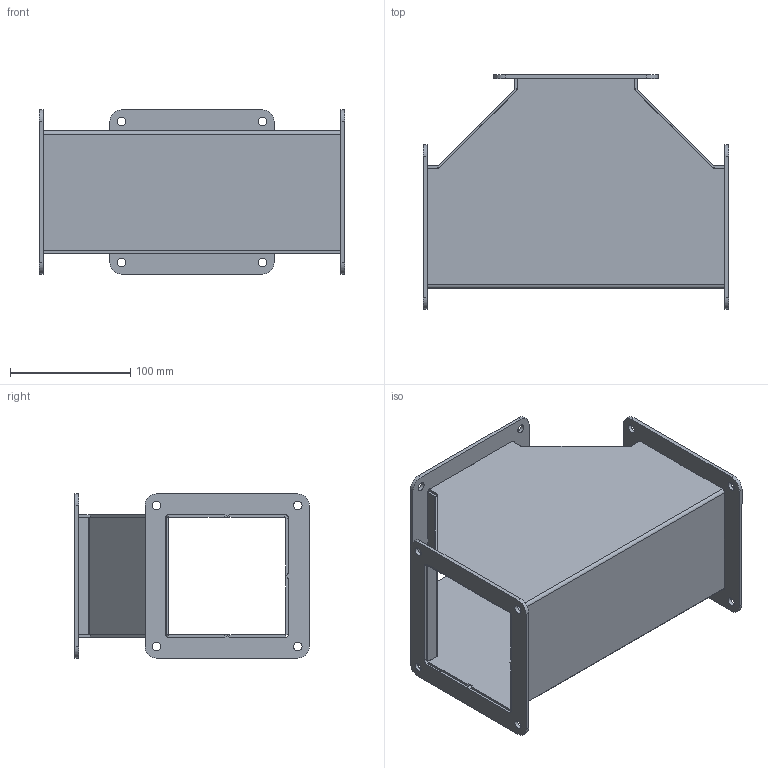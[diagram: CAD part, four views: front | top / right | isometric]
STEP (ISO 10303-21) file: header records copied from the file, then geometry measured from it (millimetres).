
FILE_DESCRIPTION((''),'2;1');
FILE_NAME('SSJWT4.stp','2013-01-02T08:32:13',('kadelman'),(''),'Autodesk Inventor 2012','Autodesk Inventor 2012','');
FILE_SCHEMA(('AUTOMOTIVE_DESIGN { 1 0 10303 214 1 1 1 1 }'));
Length unit declared in the file: inch
Products named in the file (5): SSJWT-assm; SSJWT4BB; SSJWT4TOP; SSJWT4S; SSJW4RINGP
Assembly tree (7 placements, depth 2):
  SSJWT-assm
    SSJWT4BB
    SSJWT4TOP
    SSJWT4S  x2
    SSJW4RINGP  x3
Bounding box: 254 x 194.97 x 136.53 mm (x, y, z)
Volume: 299891.2 mm3; surface area: 300991.1 mm2
Topology: 7 solids, 7 shells, 201 faces, 521 edges, 334 vertices
Faces by surface type: plane 155, cylinder 46
Full cylindrical faces by diameter (mm): 7.144 x12
Entity records: 3804 total; most frequent: CARTESIAN_POINT 622, ORIENTED_EDGE 598, DIRECTION 593, EDGE_CURVE 299, VECTOR 263, LINE 263, VERTEX_POINT 194, AXIS2_PLACEMENT_3D 165
